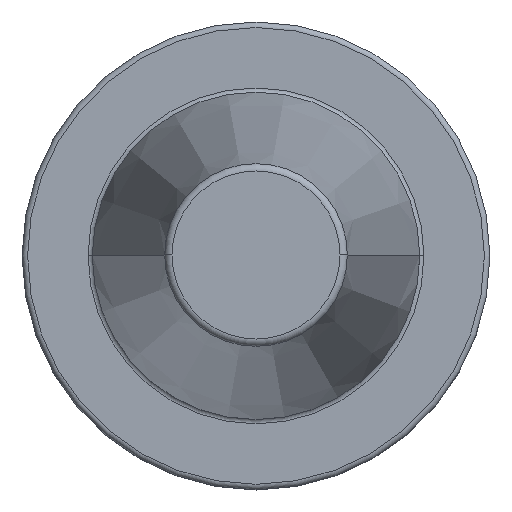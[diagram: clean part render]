
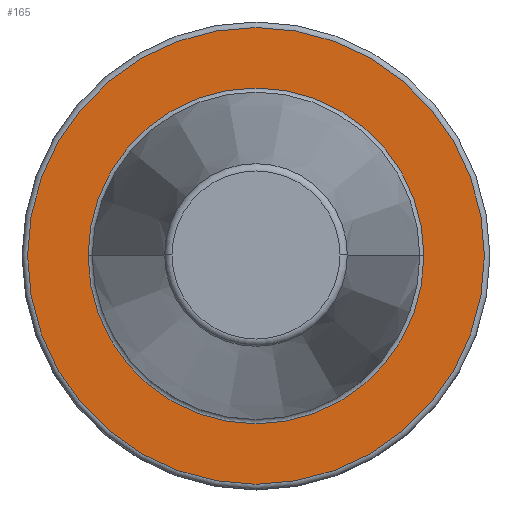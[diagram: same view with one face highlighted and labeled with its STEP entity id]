
A CAD part, top view. The second image highlights one B-rep face of the part: STEP entity #165.
In plain terms, the highlighted planar face has unit normal (0, 0, 1).
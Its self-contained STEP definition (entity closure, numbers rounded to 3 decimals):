
#165=ADVANCED_FACE('',(#192,#193),#183,.F.);
#183=PLANE('',#693);
#192=FACE_BOUND('',#227,.T.);
#193=FACE_BOUND('',#228,.T.);
#227=EDGE_LOOP('',(#347));
#228=EDGE_LOOP('',(#348,#349));
#347=ORIENTED_EDGE('',*,*,#507,.F.);
#348=ORIENTED_EDGE('',*,*,#457,.T.);
#349=ORIENTED_EDGE('',*,*,#459,.T.);
#410=VERTEX_POINT('',#965);
#412=VERTEX_POINT('',#969);
#442=VERTEX_POINT('',#1066);
#457=EDGE_CURVE('',#410,#412,#535,.T.);
#459=EDGE_CURVE('',#412,#410,#537,.T.);
#507=EDGE_CURVE('',#442,#442,#571,.T.);
#535=CIRCLE('',#628,22.79);
#537=CIRCLE('',#631,22.79);
#571=CIRCLE('',#681,31.);
#628=AXIS2_PLACEMENT_3D('',#970,#744,#745);
#631=AXIS2_PLACEMENT_3D('',#973,#750,#751);
#681=AXIS2_PLACEMENT_3D('',#1068,#864,#865);
#693=AXIS2_PLACEMENT_3D('',#1083,#889,#890);
#744=DIRECTION('',(0.,0.,-1.));
#745=DIRECTION('',(-1.,0.,0.));
#750=DIRECTION('',(0.,0.,-1.));
#751=DIRECTION('',(-1.,0.,0.));
#864=DIRECTION('',(0.,0.,-1.));
#865=DIRECTION('',(-1.,0.,0.));
#889=DIRECTION('',(0.,0.,-1.));
#890=DIRECTION('',(1.,0.,0.));
#965=CARTESIAN_POINT('',(-22.79,0.,-3.2));
#969=CARTESIAN_POINT('',(22.79,0.,-3.2));
#970=CARTESIAN_POINT('',(0.,0.,-3.2));
#973=CARTESIAN_POINT('',(0.,0.,-3.2));
#1066=CARTESIAN_POINT('',(-31.,0.,-3.2));
#1068=CARTESIAN_POINT('',(0.,0.,-3.2));
#1083=CARTESIAN_POINT('',(0.,22.79,-3.2));
